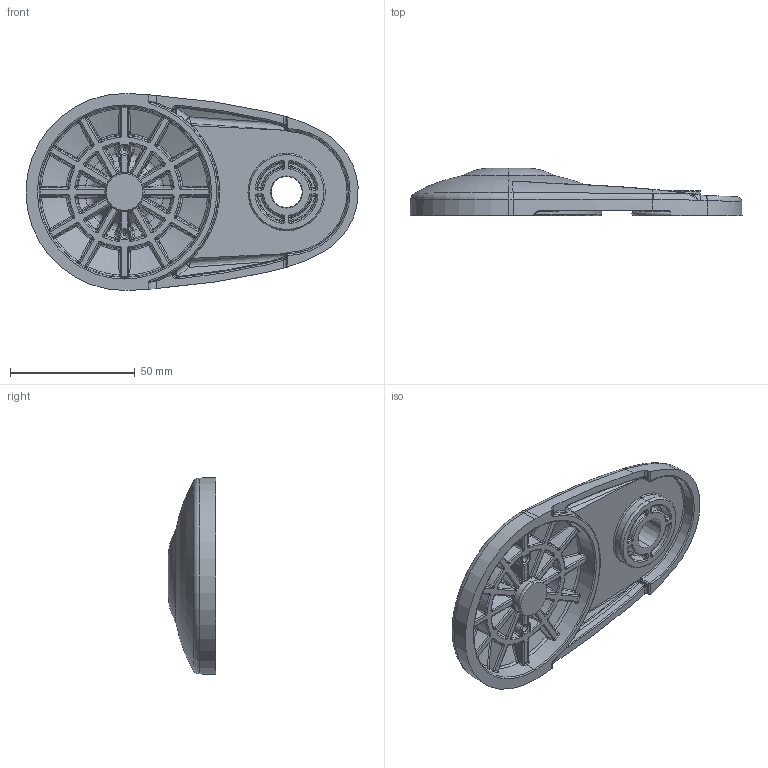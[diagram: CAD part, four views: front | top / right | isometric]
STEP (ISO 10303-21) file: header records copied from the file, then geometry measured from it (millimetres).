
FILE_DESCRIPTION (( 'STEP AP214' ), '1' );
FILE_NAME ('098da080k.STEP', '2014-08-11T13:26:48', ( '' ), ( '' ), 'SwSTEP 2.0', 'SolidWorks 2014', '' );
FILE_SCHEMA (( 'AUTOMOTIVE_DESIGN' ));
Length unit declared in the file: millimetre
Products named in the file (1): 098da080k
Bounding box: 133.15 x 19 x 79 mm (x, y, z)
Volume: 52478.3 mm3; surface area: 28918.3 mm2
Topology: 1 solids, 1 shells, 988 faces, 2275 edges, 1241 vertices
Faces by surface type: bspline 463, torus 157, cone 98, sphere 98, cylinder 95, plane 77
Entity records: 36774 total; most frequent: CARTESIAN_POINT 18136, ORIENTED_EDGE 4380, DIRECTION 3369, EDGE_CURVE 2190, AXIS2_PLACEMENT_3D 1579, VERTEX_POINT 1214, CIRCLE 1053, EDGE_LOOP 1000
